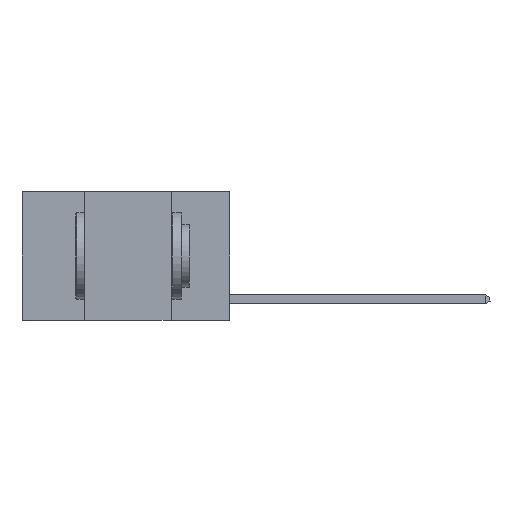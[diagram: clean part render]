
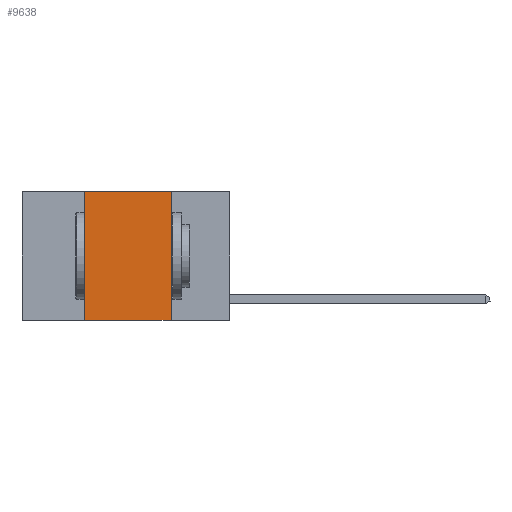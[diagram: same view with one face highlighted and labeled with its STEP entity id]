
A CAD part, left-side view. The second image highlights one B-rep face of the part: STEP entity #9638.
In plain terms, the highlighted planar face has unit normal (-1, 0, 0).
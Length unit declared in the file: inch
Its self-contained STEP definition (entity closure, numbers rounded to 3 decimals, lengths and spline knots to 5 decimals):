
#591 = DIRECTION ( 'NONE',  ( 0., -1., 0. ) ) ;
#1747 = LINE ( 'NONE', #19655, #18007 ) ;
#2509 = PLANE ( 'NONE',  #9960 ) ;
#4253 = LINE ( 'NONE', #17471, #20846 ) ;
#5114 = ORIENTED_EDGE ( 'NONE', *, *, #15176, .T. ) ;
#5164 = CARTESIAN_POINT ( 'NONE',  ( 0., 0.42, -0.37 ) ) ;
#7800 = FACE_OUTER_BOUND ( 'NONE', #10667, .T. ) ;
#9638 = ADVANCED_FACE ( 'NONE', ( #7800 ), #2509, .F. ) ;
#9960 = AXIS2_PLACEMENT_3D ( 'NONE', #12474, #15821, #16035 ) ;
#10059 = CARTESIAN_POINT ( 'NONE',  ( 0., 0.6, 0. ) ) ;
#10310 = VERTEX_POINT ( 'NONE', #5164 ) ;
#10470 = CARTESIAN_POINT ( 'NONE',  ( 0., 0.6, -0.37 ) ) ;
#10667 = EDGE_LOOP ( 'NONE', ( #13107, #16916, #14335, #5114 ) ) ;
#10870 = DIRECTION ( 'NONE',  ( 0., 0., -1. ) ) ;
#11637 = VERTEX_POINT ( 'NONE', #12658 ) ;
#12474 = CARTESIAN_POINT ( 'NONE',  ( 0., 0.6, 0. ) ) ;
#12483 = EDGE_CURVE ( 'NONE', #14451, #12819, #4253, .T. ) ;
#12658 = CARTESIAN_POINT ( 'NONE',  ( 0., 0.42, 0. ) ) ;
#12819 = VERTEX_POINT ( 'NONE', #19751 ) ;
#12888 = VECTOR ( 'NONE', #13331, 39.37008 ) ;
#13107 = ORIENTED_EDGE ( 'NONE', *, *, #12483, .F. ) ;
#13331 = DIRECTION ( 'NONE',  ( 0., -1., 0. ) ) ;
#13801 = CARTESIAN_POINT ( 'NONE',  ( 0., 0.17, 0. ) ) ;
#14335 = ORIENTED_EDGE ( 'NONE', *, *, #18049, .F. ) ;
#14451 = VERTEX_POINT ( 'NONE', #13801 ) ;
#14605 = VECTOR ( 'NONE', #591, 39.37008 ) ;
#15176 = EDGE_CURVE ( 'NONE', #10310, #12819, #15553, .T. ) ;
#15553 = LINE ( 'NONE', #10470, #14605 ) ;
#15821 = DIRECTION ( 'NONE',  ( 1., 0., 0. ) ) ;
#16035 = DIRECTION ( 'NONE',  ( 0., 0., -1. ) ) ;
#16916 = ORIENTED_EDGE ( 'NONE', *, *, #20830, .F. ) ;
#17471 = CARTESIAN_POINT ( 'NONE',  ( 0., 0.17, 0. ) ) ;
#17791 = DIRECTION ( 'NONE',  ( 0., 0., 1. ) ) ;
#18007 = VECTOR ( 'NONE', #17791, 39.37008 ) ;
#18049 = EDGE_CURVE ( 'NONE', #10310, #11637, #1747, .T. ) ;
#18297 = LINE ( 'NONE', #10059, #12888 ) ;
#19655 = CARTESIAN_POINT ( 'NONE',  ( 0., 0.42, 0. ) ) ;
#19751 = CARTESIAN_POINT ( 'NONE',  ( 0., 0.17, -0.37 ) ) ;
#20830 = EDGE_CURVE ( 'NONE', #11637, #14451, #18297, .T. ) ;
#20846 = VECTOR ( 'NONE', #10870, 39.37008 ) ;
